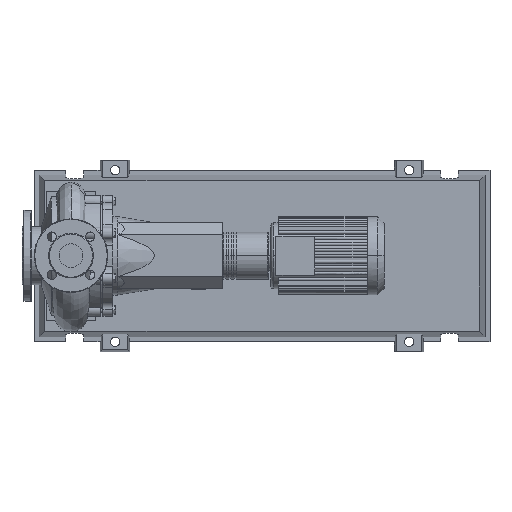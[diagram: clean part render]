
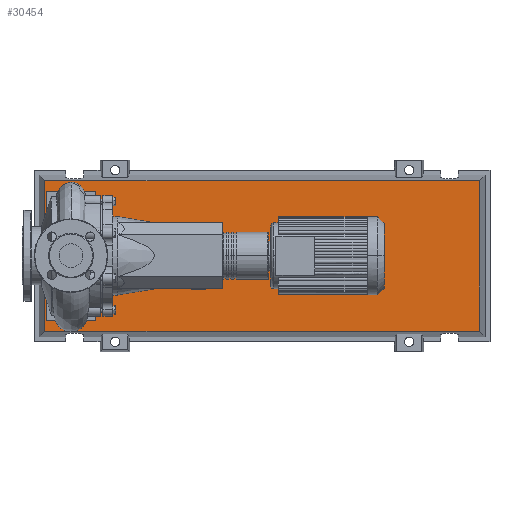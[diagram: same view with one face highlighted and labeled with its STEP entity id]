
A CAD part, top view. The second image highlights one B-rep face of the part: STEP entity #30454.
In plain terms, the highlighted planar face has unit normal (0, 0, 1).
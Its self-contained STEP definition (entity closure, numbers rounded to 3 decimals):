
#30135=CARTESIAN_POINT('',(833.292,-153.292,83.0));
#30136=VERTEX_POINT('',#30135);
#30143=CARTESIAN_POINT('',(-53.292,-153.292,83.0));
#30144=VERTEX_POINT('',#30143);
#30145=CARTESIAN_POINT('',(833.292,-153.292,83.0));
#30146=DIRECTION('',(-1.0,0.0,0.0));
#30147=VECTOR('',#30146,886.584);
#30148=LINE('',#30145,#30147);
#30149=EDGE_CURVE('',#30136,#30144,#30148,.T.);
#30367=CARTESIAN_POINT('',(833.292,153.292,83.0));
#30368=VERTEX_POINT('',#30367);
#30369=CARTESIAN_POINT('',(833.292,153.292,83.0));
#30370=DIRECTION('',(0.0,-1.0,0.0));
#30371=VECTOR('',#30370,306.584);
#30372=LINE('',#30369,#30371);
#30373=EDGE_CURVE('',#30368,#30136,#30372,.T.);
#30391=CARTESIAN_POINT('',(-53.292,153.292,83.0));
#30392=VERTEX_POINT('',#30391);
#30393=CARTESIAN_POINT('',(-53.292,-153.292,83.0));
#30394=DIRECTION('',(0.0,1.0,0.0));
#30395=VECTOR('',#30394,306.584);
#30396=LINE('',#30393,#30395);
#30397=EDGE_CURVE('',#30144,#30392,#30396,.T.);
#30430=CARTESIAN_POINT('',(-53.292,153.292,83.0));
#30431=DIRECTION('',(1.0,0.0,0.0));
#30432=VECTOR('',#30431,886.584);
#30433=LINE('',#30430,#30432);
#30434=EDGE_CURVE('',#30392,#30368,#30433,.T.);
#30443=CARTESIAN_POINT('',(390.,0.,83.0));
#30444=DIRECTION('',(0.0,0.0,1.0));
#30445=DIRECTION('',(1.0,0.0,0.0));
#30446=AXIS2_PLACEMENT_3D('',#30443,#30444,#30445);
#30447=PLANE('',#30446);
#30448=ORIENTED_EDGE('',*,*,#30373,.F.);
#30449=ORIENTED_EDGE('',*,*,#30434,.F.);
#30450=ORIENTED_EDGE('',*,*,#30397,.F.);
#30451=ORIENTED_EDGE('',*,*,#30149,.F.);
#30452=EDGE_LOOP('',(#30448,#30449,#30450,#30451));
#30453=FACE_OUTER_BOUND('',#30452,.T.);
#30454=ADVANCED_FACE('',(#30453),#30447,.T.);
